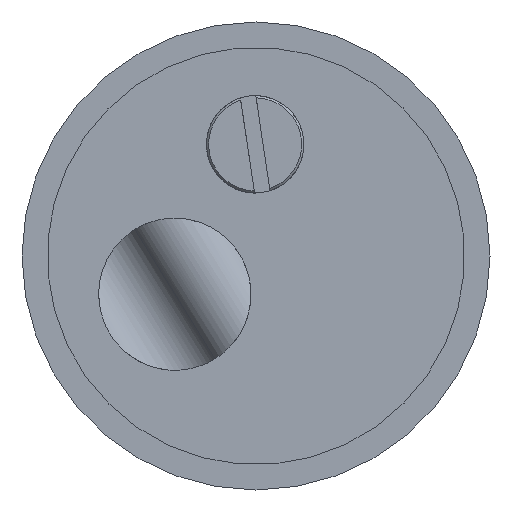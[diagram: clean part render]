
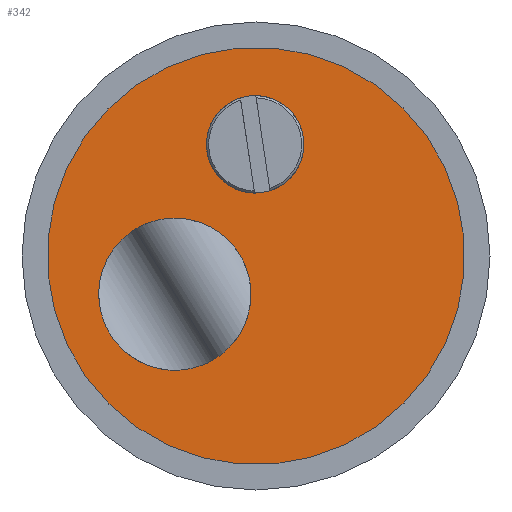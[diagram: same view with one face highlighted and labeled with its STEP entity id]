
A CAD part, front view. The second image highlights one B-rep face of the part: STEP entity #342.
In plain terms, the highlighted planar face has unit normal (0, -1, 0).
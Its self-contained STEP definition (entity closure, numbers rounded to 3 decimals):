
#15=FACE_BOUND('',#113,.T.);
#16=FACE_BOUND('',#114,.T.);
#71=PLANE('',#399);
#90=FACE_OUTER_BOUND('',#112,.T.);
#112=EDGE_LOOP('',(#284));
#113=EDGE_LOOP('',(#285));
#114=EDGE_LOOP('',(#286));
#132=CIRCLE('',#382,1.25);
#137=CIRCLE('',#391,1.95);
#140=CIRCLE('',#398,5.35);
#157=VERTEX_POINT('',#554);
#164=VERTEX_POINT('',#589);
#169=VERTEX_POINT('',#651);
#192=EDGE_CURVE('',#157,#157,#132,.T.);
#202=EDGE_CURVE('',#164,#164,#137,.T.);
#210=EDGE_CURVE('',#169,#169,#140,.T.);
#284=ORIENTED_EDGE('',*,*,#210,.F.);
#285=ORIENTED_EDGE('',*,*,#202,.T.);
#286=ORIENTED_EDGE('',*,*,#192,.T.);
#342=ADVANCED_FACE('',(#90,#15,#16),#71,.T.);
#382=AXIS2_PLACEMENT_3D('',#555,#447,#448);
#391=AXIS2_PLACEMENT_3D('',#591,#469,#470);
#398=AXIS2_PLACEMENT_3D('',#653,#485,#486);
#399=AXIS2_PLACEMENT_3D('',#654,#487,#488);
#447=DIRECTION('center_axis',(0.,1.,0.));
#448=DIRECTION('ref_axis',(0.426,0.,-0.905));
#469=DIRECTION('center_axis',(0.,1.,0.));
#470=DIRECTION('ref_axis',(0.851,0.,0.525));
#485=DIRECTION('center_axis',(0.,1.,0.));
#486=DIRECTION('ref_axis',(-0.426,0.,0.905));
#487=DIRECTION('center_axis',(0.,-1.,0.));
#488=DIRECTION('ref_axis',(0.905,0.,0.426));
#554=CARTESIAN_POINT('',(-0.553,-54.,3.995));
#555=CARTESIAN_POINT('Origin',(-0.021,-54.,2.863));
#589=CARTESIAN_POINT('',(-3.74,-54.,-2.004));
#591=CARTESIAN_POINT('Origin',(-2.081,-54.,-0.979));
#651=CARTESIAN_POINT('',(2.278,-54.,-4.841));
#653=CARTESIAN_POINT('Origin',(0.,-54.,
0.));
#654=CARTESIAN_POINT('Origin',(-1.139,-54.,2.42));
